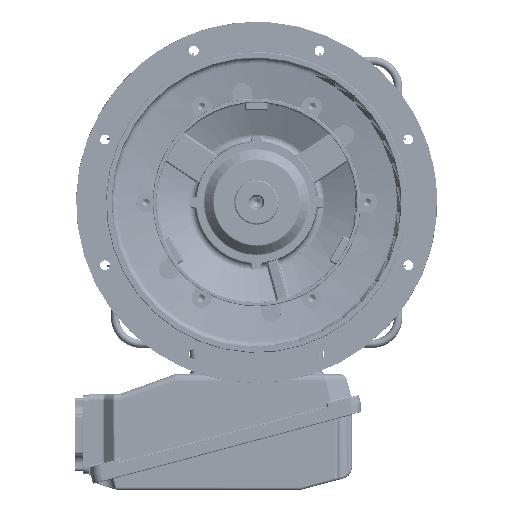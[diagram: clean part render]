
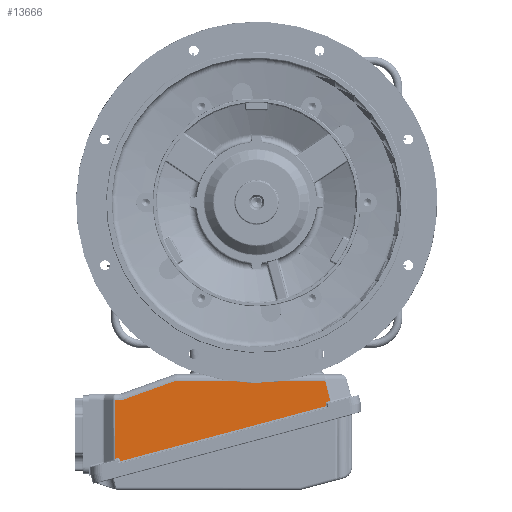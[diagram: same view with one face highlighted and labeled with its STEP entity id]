
A CAD part, front view. The second image highlights one B-rep face of the part: STEP entity #13666.
In plain terms, the highlighted planar face has unit normal (0, -1, 0.013).
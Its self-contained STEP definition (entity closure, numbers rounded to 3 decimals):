
#13666 = ADVANCED_FACE( '', ( #28052 ), #28053, .T. );
#28052 = FACE_OUTER_BOUND( '', #103977, .T. );
#28053 = PLANE( '', #103978 );
#103977 = EDGE_LOOP( '', ( #149209, #149210, #149211, #149212, #149213, #149214, #149215, #149216, #149217, #149218, #149219, #149220, #149221, #149222, #149223 ) );
#103978 = AXIS2_PLACEMENT_3D( '', #149224, #149225, #149226 );
#149209 = ORIENTED_EDGE( '', *, *, #152960, .T. );
#149210 = ORIENTED_EDGE( '', *, *, #152934, .T. );
#149211 = ORIENTED_EDGE( '', *, *, #158388, .T. );
#149212 = ORIENTED_EDGE( '', *, *, #168531, .T. );
#149213 = ORIENTED_EDGE( '', *, *, #155561, .T. );
#149214 = ORIENTED_EDGE( '', *, *, #157726, .T. );
#149215 = ORIENTED_EDGE( '', *, *, #168080, .T. );
#149216 = ORIENTED_EDGE( '', *, *, #169374, .T. );
#149217 = ORIENTED_EDGE( '', *, *, #168805, .T. );
#149218 = ORIENTED_EDGE( '', *, *, #163038, .T. );
#149219 = ORIENTED_EDGE( '', *, *, #162730, .T. );
#149220 = ORIENTED_EDGE( '', *, *, #169771, .T. );
#149221 = ORIENTED_EDGE( '', *, *, #160061, .T. );
#149222 = ORIENTED_EDGE( '', *, *, #159502, .T. );
#149223 = ORIENTED_EDGE( '', *, *, #166568, .T. );
#149224 = CARTESIAN_POINT( '', ( -260.149, 101.5, -479.208 ) );
#149225 = DIRECTION( '', ( 0., -1., 0.013 ) );
#149226 = DIRECTION( '', ( 1., 0., 0. ) );
#152934 = EDGE_CURVE( '', #170380, #170378, #170381, .T. );
#152960 = EDGE_CURVE( '', #170426, #170380, #170427, .T. );
#155561 = EDGE_CURVE( '', #175047, #175051, #175053, .T. );
#157726 = EDGE_CURVE( '', #175051, #178722, #178724, .T. );
#158388 = EDGE_CURVE( '', #170378, #179789, #179791, .T. );
#159502 = EDGE_CURVE( '', #181586, #181584, #181587, .T. );
#160061 = EDGE_CURVE( '', #182449, #181586, #182450, .T. );
#162730 = EDGE_CURVE( '', #186426, #186424, #186427, .T. );
#163038 = EDGE_CURVE( '', #186854, #186426, #186859, .T. );
#166568 = EDGE_CURVE( '', #181584, #170426, #191478, .T. );
#168080 = EDGE_CURVE( '', #178722, #193250, #193252, .T. );
#168531 = EDGE_CURVE( '', #179789, #175047, #193758, .T. );
#168805 = EDGE_CURVE( '', #189099, #186854, #194069, .T. );
#169374 = EDGE_CURVE( '', #193250, #189099, #194694, .T. );
#169771 = EDGE_CURVE( '', #186424, #182449, #195111, .T. );
#170378 = VERTEX_POINT( '', #195864 );
#170380 = VERTEX_POINT( '', #195866 );
#170381 = LINE( '', #195867, #195868 );
#170426 = VERTEX_POINT( '', #195936 );
#170427 = LINE( '', #195937, #195938 );
#175047 = VERTEX_POINT( '', #210828 );
#175051 = VERTEX_POINT( '', #210833 );
#175053 = LINE( '', #210835, #210836 );
#178722 = VERTEX_POINT( '', #222549 );
#178724 = LINE( '', #222551, #222552 );
#179789 = VERTEX_POINT( '', #226165 );
#179791 = ELLIPSE( '', #226167, 4., 4. );
#181584 = VERTEX_POINT( '', #232416 );
#181586 = VERTEX_POINT( '', #232418 );
#181587 = LINE( '', #232419, #232420 );
#182449 = VERTEX_POINT( '', #235380 );
#182450 = ELLIPSE( '', #235381, 27.002, 27. );
#186424 = VERTEX_POINT( '', #250160 );
#186426 = VERTEX_POINT( '', #250162 );
#186427 = ELLIPSE( '', #250163, 3., 3. );
#186854 = VERTEX_POINT( '', #251752 );
#186859 = LINE( '', #251758, #251759 );
#189099 = VERTEX_POINT( '', #258968 );
#191478 = B_SPLINE_CURVE_WITH_KNOTS( '', 1, ( #267477, #267478 ), .UNSPECIFIED., .F., .F., ( 2, 2 ), ( 0., 1. ), .UNSPECIFIED. );
#193250 = VERTEX_POINT( '', #275744 );
#193252 = ELLIPSE( '', #275746, 4., 4. );
#193758 = LINE( '', #277388, #277389 );
#194069 = LINE( '', #278802, #278803 );
#194694 = LINE( '', #280842, #280843 );
#195111 = LINE( '', #282035, #282036 );
#195864 = CARTESIAN_POINT( '', ( -255.195, 101.652, -467.567 ) );
#195866 = CARTESIAN_POINT( '', ( -258.219, 101.642, -468.378 ) );
#195867 = CARTESIAN_POINT( '', ( -262.727, 101.626, -469.586 ) );
#195868 = VECTOR( '', #282988, 1000. );
#195936 = CARTESIAN_POINT( '', ( -259.612, 103.035, -361.935 ) );
#195937 = CARTESIAN_POINT( '', ( -258.077, 101.5, -479.181 ) );
#195938 = VECTOR( '', #283020, 1000. );
#210828 = CARTESIAN_POINT( '', ( -249.519, 101.577, -473.294 ) );
#210833 = CARTESIAN_POINT( '', ( 126.917, 102.898, -372.428 ) );
#210835 = CARTESIAN_POINT( '', ( -260.915, 101.537, -476.347 ) );
#210836 = VECTOR( '', #286323, 1000. );
#222549 = CARTESIAN_POINT( '', ( 126.14, 102.936, -369.53 ) );
#222551 = CARTESIAN_POINT( '', ( 126.13, 102.936, -369.493 ) );
#222552 = VECTOR( '', #289137, 1000. );
#226165 = CARTESIAN_POINT( '', ( -250.296, 101.615, -470.396 ) );
#226167 = AXIS2_PLACEMENT_3D( '', #289955, #289956, #289957 );
#232416 = CARTESIAN_POINT( '', ( -259.613, 103.036, -361.843 ) );
#232418 = CARTESIAN_POINT( '', ( -251.618, 103.036, -361.843 ) );
#232419 = CARTESIAN_POINT( '', ( -261.84, 103.036, -361.843 ) );
#232420 = VECTOR( '', #291293, 1000. );
#235380 = CARTESIAN_POINT( '', ( -242.472, 103.057, -360.247 ) );
#235381 = AXIS2_PLACEMENT_3D( '', #292006, #292007, #292008 );
#250160 = CARTESIAN_POINT( '', ( -147.398, 103.505, -326.02 ) );
#250162 = CARTESIAN_POINT( '', ( -146.382, 103.508, -325.843 ) );
#250163 = AXIS2_PLACEMENT_3D( '', #295150, #295151, #295152 );
#251752 = CARTESIAN_POINT( '', ( 125.267, 103.508, -325.843 ) );
#251758 = CARTESIAN_POINT( '', ( -146.382, 103.508, -325.843 ) );
#251759 = VECTOR( '', #295529, 1000. );
#258968 = CARTESIAN_POINT( '', ( 134.741, 103.02, -363.084 ) );
#267477 = CARTESIAN_POINT( '', ( -259.613, 103.036, -361.843 ) );
#267478 = CARTESIAN_POINT( '', ( -259.612, 103.035, -361.935 ) );
#275744 = CARTESIAN_POINT( '', ( 128.969, 103., -364.631 ) );
#275746 = AXIS2_PLACEMENT_3D( '', #300898, #300899, #300900 );
#277388 = CARTESIAN_POINT( '', ( -248.753, 101.54, -476.155 ) );
#277389 = VECTOR( '', #301301, 1000. );
#278802 = CARTESIAN_POINT( '', ( 138.488, 102.827, -377.814 ) );
#278803 = VECTOR( '', #301563, 1000. );
#280842 = CARTESIAN_POINT( '', ( -262.727, 101.626, -469.586 ) );
#280843 = VECTOR( '', #301975, 1000. );
#282035 = CARTESIAN_POINT( '', ( -242.522, 103.057, -360.265 ) );
#282036 = VECTOR( '', #302254, 1000. );
#282988 = DIRECTION( '', ( 0.966, 0.003, 0.259 ) );
#283020 = DIRECTION( '', ( 0.013, -0.013, -1. ) );
#286323 = DIRECTION( '', ( 0.966, 0.003, 0.259 ) );
#289137 = DIRECTION( '', ( -0.259, 0.013, 0.966 ) );
#289955 = CARTESIAN_POINT( '', ( -254.16, 101.602, -471.431 ) );
#289956 = DIRECTION( '', ( 0., 1., -0.013 ) );
#289957 = DIRECTION( '', ( 0., 0.013, 1. ) );
#291293 = DIRECTION( '', ( -1., 0., 0. ) );
#292006 = CARTESIAN_POINT( '', ( -251.618, 103.39, -334.843 ) );
#292007 = DIRECTION( '', ( 0., 1., -0.013 ) );
#292008 = DIRECTION( '', ( 0., -0.013, -1. ) );
#295150 = CARTESIAN_POINT( '', ( -146.382, 103.468, -328.843 ) );
#295151 = DIRECTION( '', ( 0., -1., 0.013 ) );
#295152 = DIRECTION( '', ( 0., 0.013, 1. ) );
#295529 = DIRECTION( '', ( -1., 0., 0. ) );
#300898 = CARTESIAN_POINT( '', ( 130.004, 102.949, -368.495 ) );
#300899 = DIRECTION( '', ( 0., 1., -0.013 ) );
#300900 = DIRECTION( '', ( 0., -0.013, -1. ) );
#301301 = DIRECTION( '', ( 0.259, -0.013, -0.966 ) );
#301563 = DIRECTION( '', ( -0.247, 0.013, 0.969 ) );
#301975 = DIRECTION( '', ( 0.966, 0.003, 0.259 ) );
#302254 = DIRECTION( '', ( -0.941, -0.004, -0.339 ) );
